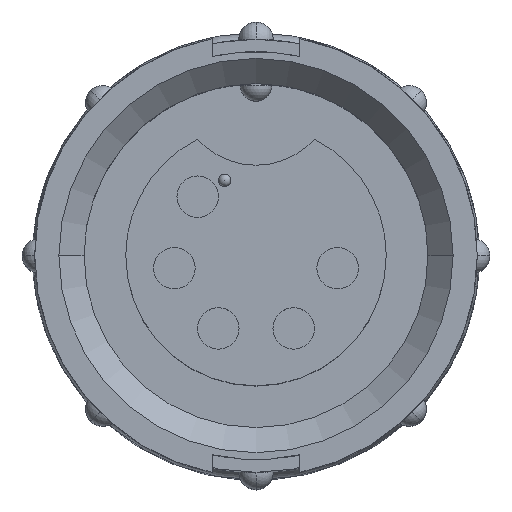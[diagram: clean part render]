
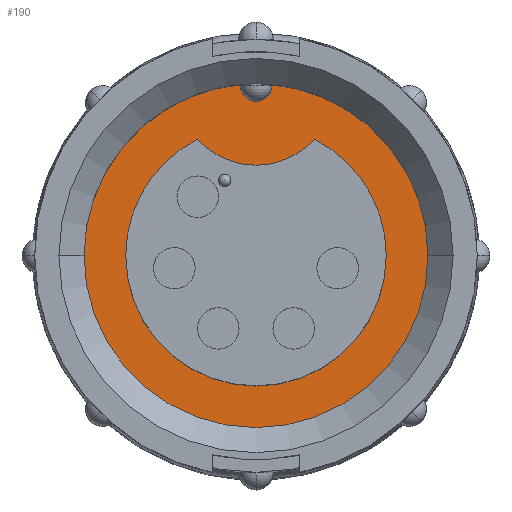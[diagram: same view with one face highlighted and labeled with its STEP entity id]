
A CAD part, top view. The second image highlights one B-rep face of the part: STEP entity #190.
In plain terms, the highlighted planar face has unit normal (0, 0, 1).
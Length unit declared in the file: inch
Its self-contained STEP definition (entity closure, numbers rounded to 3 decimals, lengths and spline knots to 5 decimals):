
#120 = VECTOR ( 'NONE', #7430, 39.37008 ) ;
#190 = ADVANCED_FACE ( 'NONE', ( #4733, #6455 ), #3978, .F. ) ;
#244 = ORIENTED_EDGE ( 'NONE', *, *, #7943, .T. ) ;
#292 = CIRCLE ( 'NONE', #6586, 0.274 ) ;
#295 = CARTESIAN_POINT ( 'NONE',  ( -0.274, 0., 0.692 ) ) ;
#418 = DIRECTION ( 'NONE',  ( 1., 0., 0. ) ) ;
#603 = ORIENTED_EDGE ( 'NONE', *, *, #1204, .F. ) ;
#623 = VERTEX_POINT ( 'NONE', #2693 ) ;
#684 = DIRECTION ( 'NONE',  ( 1., 0., 0. ) ) ;
#804 = CARTESIAN_POINT ( 'NONE',  ( -0.2075, 0., 0.692 ) ) ;
#996 = AXIS2_PLACEMENT_3D ( 'NONE', #2818, #7968, #3566 ) ;
#1067 = CARTESIAN_POINT ( 'NONE',  ( 0., 0.2075, 0.692 ) ) ;
#1204 = EDGE_CURVE ( 'NONE', #3588, #6782, #5986, .T. ) ;
#1226 = CARTESIAN_POINT ( 'NONE',  ( 0.2075, 0., 0.692 ) ) ;
#1274 = DIRECTION ( 'NONE',  ( 0., 0., 1. ) ) ;
#1325 = ORIENTED_EDGE ( 'NONE', *, *, #8000, .T. ) ;
#1759 = VERTEX_POINT ( 'NONE', #7739 ) ;
#1824 = ORIENTED_EDGE ( 'NONE', *, *, #2346, .F. ) ;
#1968 = EDGE_LOOP ( 'NONE', ( #8060, #244, #1824, #8658 ) ) ;
#2005 = AXIS2_PLACEMENT_3D ( 'NONE', #5676, #1274, #6415 ) ;
#2346 = EDGE_CURVE ( 'NONE', #3654, #623, #7026, .T. ) ;
#2520 = DIRECTION ( 'NONE',  ( 0., 0., -1. ) ) ;
#2693 = CARTESIAN_POINT ( 'NONE',  ( 0.09301, 0.18549, 0.692 ) ) ;
#2774 = CARTESIAN_POINT ( 'NONE',  ( -0.09301, 0.18549, 0.692 ) ) ;
#2818 = CARTESIAN_POINT ( 'NONE',  ( 0., 0., 0.692 ) ) ;
#2849 = CARTESIAN_POINT ( 'NONE',  ( 0., 0., 0.692 ) ) ;
#2890 = ORIENTED_EDGE ( 'NONE', *, *, #6299, .F. ) ;
#2987 = EDGE_CURVE ( 'NONE', #4875, #3588, #9428, .T. ) ;
#3034 = VECTOR ( 'NONE', #7669, 39.37008 ) ;
#3177 = CARTESIAN_POINT ( 'NONE',  ( 0., 0., 0.692 ) ) ;
#3241 = CARTESIAN_POINT ( 'NONE',  ( -0.025, 0.27286, 0.692 ) ) ;
#3322 = CARTESIAN_POINT ( 'NONE',  ( 0., 0., 0.692 ) ) ;
#3376 = EDGE_CURVE ( 'NONE', #5558, #4632, #3653, .T. ) ;
#3485 = AXIS2_PLACEMENT_3D ( 'NONE', #1067, #2520, #7687 ) ;
#3566 = DIRECTION ( 'NONE',  ( 1., 0., 0. ) ) ;
#3588 = VERTEX_POINT ( 'NONE', #9232 ) ;
#3592 = DIRECTION ( 'NONE',  ( 1., 0., 0. ) ) ;
#3653 = CIRCLE ( 'NONE', #8839, 0.2075 ) ;
#3654 = VERTEX_POINT ( 'NONE', #1226 ) ;
#3656 = CIRCLE ( 'NONE', #2005, 0.274 ) ;
#3684 = CARTESIAN_POINT ( 'NONE',  ( 0.274, 0., 0.692 ) ) ;
#3855 = CARTESIAN_POINT ( 'NONE',  ( 0., 0.269, 0.692 ) ) ;
#3913 = DIRECTION ( 'NONE',  ( 1., 0., 0. ) ) ;
#3951 = CARTESIAN_POINT ( 'NONE',  ( 0.025, 0.27286, 0.692 ) ) ;
#3978 = PLANE ( 'NONE',  #3485 ) ;
#4060 = DIRECTION ( 'NONE',  ( 1., 0., 0. ) ) ;
#4249 = AXIS2_PLACEMENT_3D ( 'NONE', #3322, #8472, #4060 ) ;
#4250 = EDGE_CURVE ( 'NONE', #1759, #8893, #3656, .T. ) ;
#4526 = ORIENTED_EDGE ( 'NONE', *, *, #4250, .T. ) ;
#4608 = DIRECTION ( 'NONE',  ( -1., 0., 0. ) ) ;
#4632 = VERTEX_POINT ( 'NONE', #804 ) ;
#4699 = CARTESIAN_POINT ( 'NONE',  ( -0.025, 0.271, 0.692 ) ) ;
#4733 = FACE_BOUND ( 'NONE', #1968, .T. ) ;
#4832 = DIRECTION ( 'NONE',  ( 0., 0., 1. ) ) ;
#4875 = VERTEX_POINT ( 'NONE', #4699 ) ;
#5086 = DIRECTION ( 'NONE',  ( 0., 0., 1. ) ) ;
#5118 = AXIS2_PLACEMENT_3D ( 'NONE', #3855, #9017, #4608 ) ;
#5152 = ORIENTED_EDGE ( 'NONE', *, *, #2987, .F. ) ;
#5558 = VERTEX_POINT ( 'NONE', #2774 ) ;
#5581 = AXIS2_PLACEMENT_3D ( 'NONE', #9497, #5086, #684 ) ;
#5676 = CARTESIAN_POINT ( 'NONE',  ( 0., 0., 0.692 ) ) ;
#5986 = LINE ( 'NONE', #9222, #120 ) ;
#6299 = EDGE_CURVE ( 'NONE', #1759, #4875, #8929, .T. ) ;
#6415 = DIRECTION ( 'NONE',  ( 1., 0., 0. ) ) ;
#6455 = FACE_OUTER_BOUND ( 'NONE', #7321, .T. ) ;
#6586 = AXIS2_PLACEMENT_3D ( 'NONE', #3177, #8328, #3913 ) ;
#6782 = VERTEX_POINT ( 'NONE', #3951 ) ;
#7018 = VERTEX_POINT ( 'NONE', #3684 ) ;
#7026 = CIRCLE ( 'NONE', #4249, 0.2075 ) ;
#7247 = EDGE_CURVE ( 'NONE', #4632, #3654, #7433, .T. ) ;
#7321 = EDGE_LOOP ( 'NONE', ( #603, #5152, #2890, #4526, #8967, #1325 ) ) ;
#7430 = DIRECTION ( 'NONE',  ( 0., 1., 0. ) ) ;
#7433 = CIRCLE ( 'NONE', #9123, 0.2075 ) ;
#7669 = DIRECTION ( 'NONE',  ( 0., -1., 0. ) ) ;
#7687 = DIRECTION ( 'NONE',  ( -1., 0., 0. ) ) ;
#7739 = CARTESIAN_POINT ( 'NONE',  ( -0.025, 0.27286, 0.692 ) ) ;
#7943 = EDGE_CURVE ( 'NONE', #5558, #623, #8095, .T. ) ;
#7968 = DIRECTION ( 'NONE',  ( 0., 0., 1. ) ) ;
#7996 = DIRECTION ( 'NONE',  ( 0., 0., 1. ) ) ;
#8000 = EDGE_CURVE ( 'NONE', #7018, #6782, #292, .T. ) ;
#8060 = ORIENTED_EDGE ( 'NONE', *, *, #3376, .F. ) ;
#8095 = CIRCLE ( 'NONE', #5118, 0.125 ) ;
#8135 = EDGE_CURVE ( 'NONE', #8893, #7018, #9161, .T. ) ;
#8328 = DIRECTION ( 'NONE',  ( 0., 0., 1. ) ) ;
#8472 = DIRECTION ( 'NONE',  ( 0., 0., 1. ) ) ;
#8658 = ORIENTED_EDGE ( 'NONE', *, *, #7247, .F. ) ;
#8839 = AXIS2_PLACEMENT_3D ( 'NONE', #2849, #7996, #3592 ) ;
#8893 = VERTEX_POINT ( 'NONE', #295 ) ;
#8929 = LINE ( 'NONE', #3241, #3034 ) ;
#8967 = ORIENTED_EDGE ( 'NONE', *, *, #8135, .T. ) ;
#9017 = DIRECTION ( 'NONE',  ( 0., 0., 1. ) ) ;
#9123 = AXIS2_PLACEMENT_3D ( 'NONE', #9233, #4832, #418 ) ;
#9161 = CIRCLE ( 'NONE', #996, 0.274 ) ;
#9222 = CARTESIAN_POINT ( 'NONE',  ( 0.025, 0.271, 0.692 ) ) ;
#9232 = CARTESIAN_POINT ( 'NONE',  ( 0.025, 0.271, 0.692 ) ) ;
#9233 = CARTESIAN_POINT ( 'NONE',  ( 0., 0., 0.692 ) ) ;
#9428 = CIRCLE ( 'NONE', #5581, 0.025 ) ;
#9497 = CARTESIAN_POINT ( 'NONE',  ( 0., 0.271, 0.692 ) ) ;
